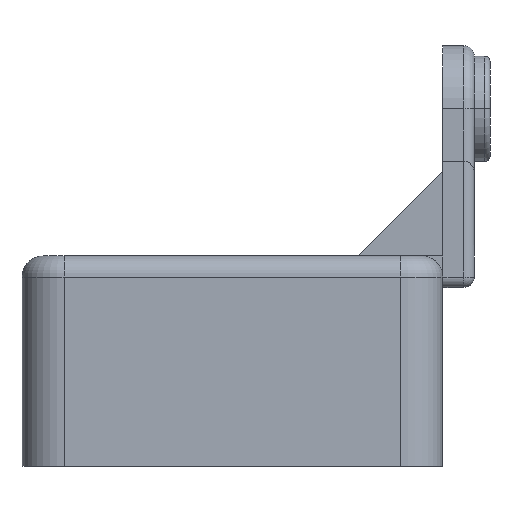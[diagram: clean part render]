
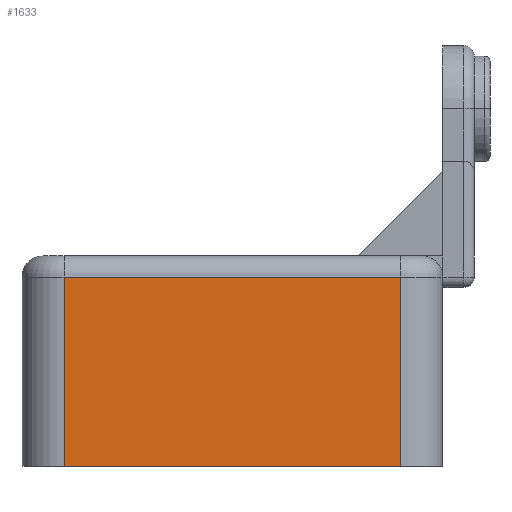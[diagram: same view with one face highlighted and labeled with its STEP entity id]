
A CAD part, left-side view. The second image highlights one B-rep face of the part: STEP entity #1633.
In plain terms, the highlighted planar face has unit normal (-1, 0, 0).
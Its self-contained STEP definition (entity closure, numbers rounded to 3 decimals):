
#870=CARTESIAN_POINT('Vertex',(0.,36.,18.)) ;
#890=CARTESIAN_POINT('Line Origine',(0.,19.995,18.)) ;
#894=CARTESIAN_POINT('Vertex',(0.,4.,18.)) ;
#1595=CARTESIAN_POINT('Vertex',(0.,36.,0.)) ;
#1598=CARTESIAN_POINT('Line Origine',(0.,36.,10.)) ;
#1610=CARTESIAN_POINT('Axis2P3D Location',(0.,0.,0.)) ;
#1615=CARTESIAN_POINT('Line Origine',(0.,20.,0.)) ;
#1619=CARTESIAN_POINT('Vertex',(0.,4.,0.)) ;
#1622=CARTESIAN_POINT('Line Origine',(0.,4.,9.)) ;
#891=DIRECTION('Vector Direction',(0.,1.,0.)) ;
#1599=DIRECTION('Vector Direction',(0.,0.,1.)) ;
#1611=DIRECTION('Axis2P3D Direction',(1.,0.,0.)) ;
#1612=DIRECTION('Axis2P3D XDirection',(0.,1.,0.)) ;
#1616=DIRECTION('Vector Direction',(0.,1.,0.)) ;
#1623=DIRECTION('Vector Direction',(0.,0.,1.)) ;
#1613=AXIS2_PLACEMENT_3D('Plane Axis2P3D',#1610,#1611,#1612) ;
#1628=ORIENTED_EDGE('',*,*,#896,.F.) ;
#1629=ORIENTED_EDGE('',*,*,#1602,.F.) ;
#1630=ORIENTED_EDGE('',*,*,#1621,.T.) ;
#1631=ORIENTED_EDGE('',*,*,#1626,.T.) ;
#892=VECTOR('Line Direction',#891,1.) ;
#1600=VECTOR('Line Direction',#1599,1.) ;
#1617=VECTOR('Line Direction',#1616,1.) ;
#1624=VECTOR('Line Direction',#1623,1.) ;
#1633=ADVANCED_FACE('Corps principal',(#1632),#1614,.F.) ;
#896=EDGE_CURVE('',#871,#895,#893,.F.) ;
#1602=EDGE_CURVE('',#1596,#871,#1601,.T.) ;
#1621=EDGE_CURVE('',#1596,#1620,#1618,.F.) ;
#1626=EDGE_CURVE('',#1620,#895,#1625,.T.) ;
#1627=EDGE_LOOP('',(#1628,#1629,#1630,#1631)) ;
#1632=FACE_OUTER_BOUND('',#1627,.T.) ;
#893=LINE('Line',#890,#892) ;
#1601=LINE('Line',#1598,#1600) ;
#1618=LINE('Line',#1615,#1617) ;
#1625=LINE('Line',#1622,#1624) ;
#1614=PLANE('',#1613) ;
#871=VERTEX_POINT('',#870) ;
#895=VERTEX_POINT('',#894) ;
#1596=VERTEX_POINT('',#1595) ;
#1620=VERTEX_POINT('',#1619) ;
